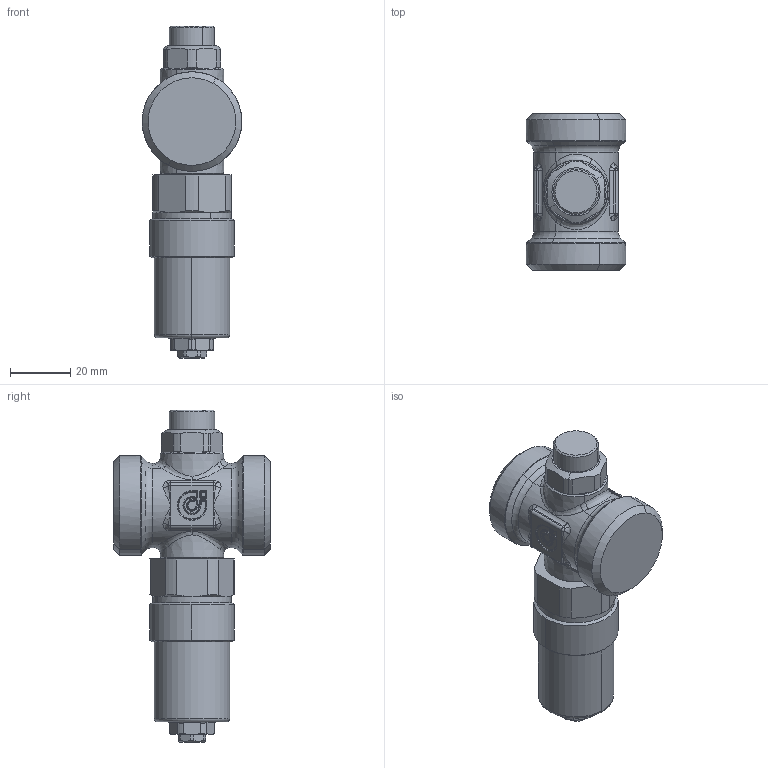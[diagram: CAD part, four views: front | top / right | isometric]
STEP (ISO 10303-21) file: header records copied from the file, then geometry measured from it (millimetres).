
FILE_DESCRIPTION(('CATIA V5 STEP Exchange','CAx-IF Rec.Pracs.--- Model Styling and Organization---1.4--- 2014-01-23','CAx-IF Rec.Pracs.---3D Tessellated Data Validation Properties---0.5---2014-09-14'),'2;1');
FILE_NAME('STEP_108601_-_TST.stp','2020-10-01T05:56:03+00:00',('none'),('none'),'CATIA Version 5-6 Release 2019 SP3','CATIA V5 STEP AP242 v1','none');
FILE_SCHEMA(('AP242_MANAGED_MODEL_BASED_3D_ENGINEERING_MIM_LF {1 0 10303 442 1 1 4}'));
Length unit declared in the file: millimetre
Products named in the file (1): 108601 - TST
Bounding box: 33.09 x 52 x 110.3 mm (x, y, z)
Volume: 73883.9 mm3; surface area: 13309.1 mm2
Topology: 1 solids, 1 shells, 442 faces, 1044 edges, 566 vertices
Faces by surface type: cylinder 158, plane 84, bspline 78, cone 56, sphere 42, torus 24
Entity records: 16904 total; most frequent: CARTESIAN_POINT 8390, ORIENTED_EDGE 1988, DIRECTION 1218, EDGE_CURVE 994, AXIS2_PLACEMENT_3D 615, VERTEX_POINT 566, EDGE_LOOP 454, ADVANCED_FACE 442
